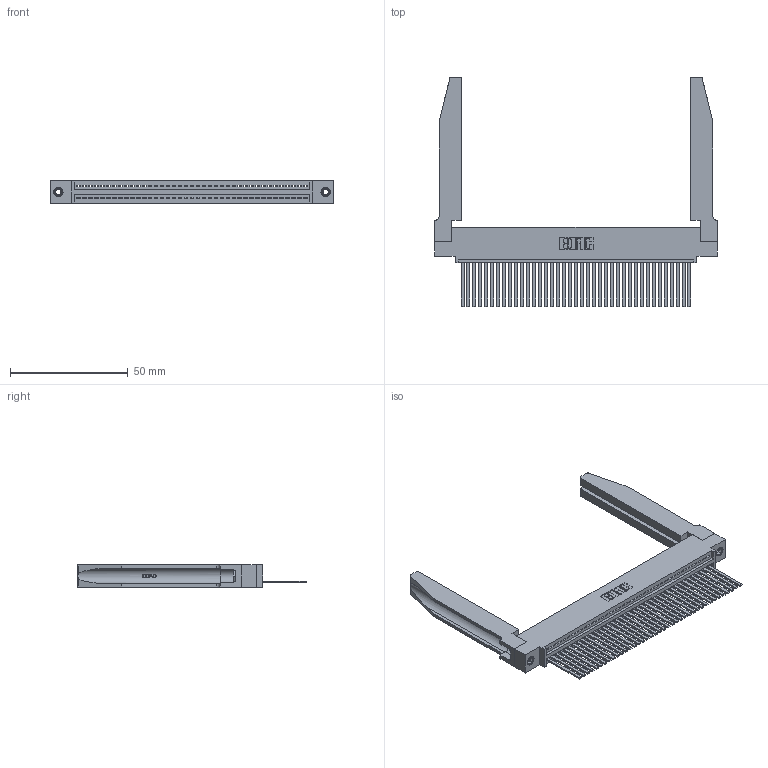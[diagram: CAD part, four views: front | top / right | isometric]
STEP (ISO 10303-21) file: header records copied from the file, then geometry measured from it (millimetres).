
FILE_DESCRIPTION (( 'STEP AP203' ), '1' );
FILE_NAME ('345-039-544-478.STEP', '2019-10-08T07:28:59', ( '' ), ( '' ), 'SwSTEP 2.0', 'SolidWorks 2016', '' );
FILE_SCHEMA (( 'CONFIG_CONTROL_DESIGN' ));
Length unit declared in the file: inch
Products named in the file (5): 345-220-078_345-220-078; 345-039-544-478; 345-250-001_345-250-001-102; 345-292-001_345-293-144; 345 Part_0.110 Offset - 0.156 Dia-TH
Assembly tree (44 placements, depth 2):
  345-039-544-478
    345 Part_0.110 Offset - 0.156 Dia-TH
    345-292-001_345-293-144  x39
    345-250-001_345-250-001-102  x2
    345-220-078_345-220-078  x2
Bounding box: 120.29 x 97.71 x 9.4 mm (x, y, z)
Volume: 19549.9 mm3; surface area: 23896.4 mm2
Topology: 44 solids, 44 shells, 2392 faces, 7123 edges, 4686 vertices
Faces by surface type: plane 1630, cylinder 710, bspline 36, cone 12, torus 4
Entity records: 34444 total; most frequent: CARTESIAN_POINT 6864, ORIENTED_EDGE 5734, DIRECTION 5003, EDGE_CURVE 2867, VECTOR 2489, LINE 2489, VERTEX_POINT 1904, AXIS2_PLACEMENT_3D 1257
